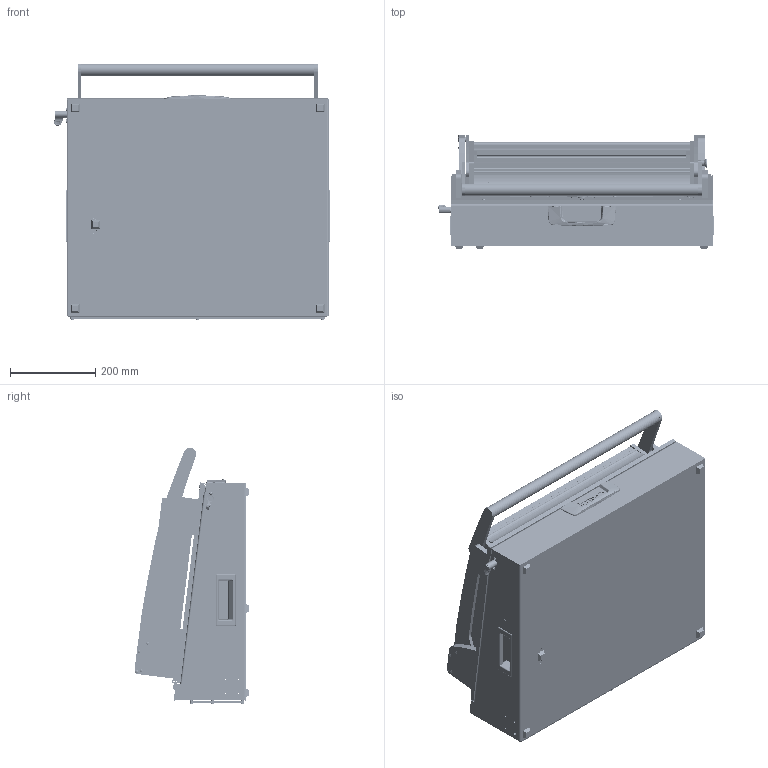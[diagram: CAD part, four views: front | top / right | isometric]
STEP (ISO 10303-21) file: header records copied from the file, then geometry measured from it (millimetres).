
FILE_DESCRIPTION (( 'STEP AP203' ), '1' );
FILE_NAME ('INGUN_43580.STEP', '2023-07-17T11:54:57', ( '' ), ( '' ), 'SwSTEP 2.0', 'SolidWorks 2021', '' );
FILE_SCHEMA (( 'CONFIG_CONTROL_DESIGN' ));
Length unit declared in the file: millimetre
Products named in the file (109): 43570~6_KUNDE<S>; 114566~0_S; 31666~1_S; ISO7380~n_M03,0x005; 32341~6_S; 112086~2_S; 38564~0; 109975~0_KUNDE<S>; 37973~3_S; 37971~8_S; 30955~0_S; 37756~4_KUNDE<S>; 53031~0_S; ISO7380~n_M05,0x030; 109974~0_KUNDE<S>; 53828~0_KUNDE<S>; ISO7380~n_M04,0x020; 30112~0; 110322~4_S; 21332~0_MA 2112<Standard>; 37968~2_S; ASR~asr_拱04,2x07x拌8; 110443~0_S; K_02038~0; 30915~0; 32339~4_S; 21332_02~0; 37967~1; INGUN_43580; 43494~2_KUNDE<S>; 109128~0_S; 35097~0; ISO7380~n_M04,0x008; ISO7380~n_M05,0x020; 2720~0; 30758_01~0_S; 114904~0_S; 43491~5; 31109~0; 32333~12 ...
Assembly tree (225 placements, depth 6):
  INGUN_43580
    114904~0_S
      32333~12
      21332~0_MA 2112<Standard>
        21332_02~0
        21332_01~0
      20902~0
      30758~0_S  x2
        30758_01~0_S
        30758_02~0_S
        38564~0
      2720~0  x5
      53032~0_S
      32171~0_S
      32462~0_S
      29805~4_geschlossen<S>
        110322~4_S
        110705~2_S
        30984~0_S
        110231~1_S
        110443~0_S
        30112~0
        ISO7380~n_M05,0x030
        ISO7380~n_M04,0x008  x2
        DIN914~n_M04,0x05
      35334~0_S
      DIN7991~n_M05,0x012  x2
      DIN7991~n_M05,0x016
      DIN985-A2~n_M05,0  x3
      8804~0
      DIN125~n_05,3 M05,0 Fase  x2
    43570~6_KUNDE<S>
      109982~1_S
        43491~5
        37968~2_S
        37971~8_S
        37972~6_S
        2281~0_180ø<Standard>  x3
          2281~0
        32341~6_S
        53031~0_S
        35649~1_S
        35651~1_S
        31253~0_S
        30955~0_S
        30915~0
        ASR~asr_拱04,2x07x拌8  x2
        2528~0  x2
        31109~0
        37973~3_S
        38827~0_S
        31666~1_S
        114566~0_S  x2
          112087~1_S
            111995~2_S
            112086~2_S
            DIN125~n_05,3 M05,0 Fase
          49317~0
          DIN912~n_M04,0x016
          DIN125~n_04,3 M04,0
Bounding box: 647.5 x 269.75 x 603.06 mm (x, y, z)
Volume: 6371254.7 mm3; surface area: 3526574.6 mm2
Topology: 233 solids, 242 shells, 5852 faces, 14665 edges, 9345 vertices
Faces by surface type: cylinder 2434, plane 2235, cone 747, bspline 235, torus 101, sphere 100
Entity records: 132878 total; most frequent: CARTESIAN_POINT 30069, DIRECTION 19240, ORIENTED_EDGE 17782, EDGE_CURVE 8891, AXIS2_PLACEMENT_3D 7255, VERTEX_POINT 5730, VECTOR 4730, LINE 4730
